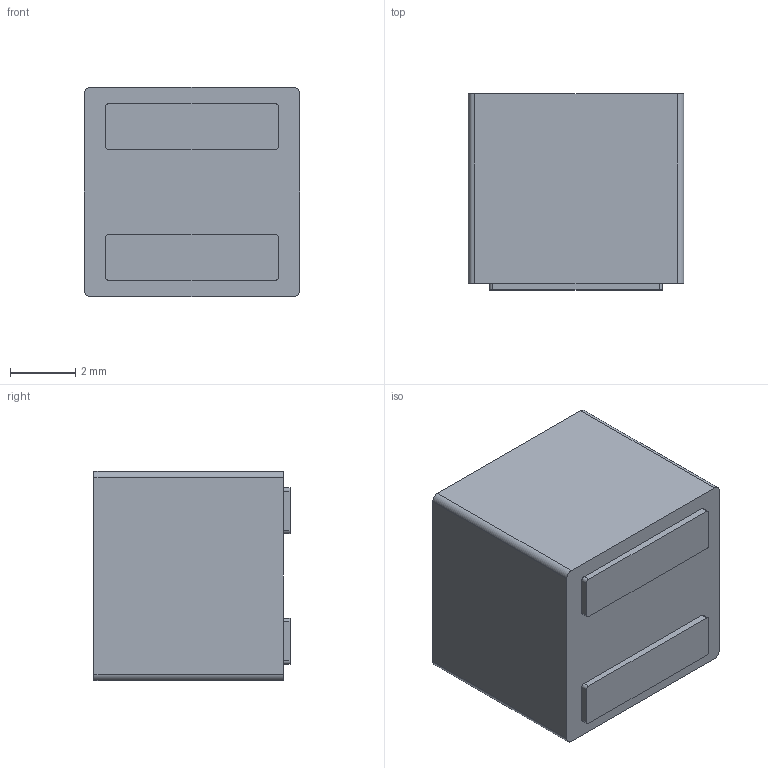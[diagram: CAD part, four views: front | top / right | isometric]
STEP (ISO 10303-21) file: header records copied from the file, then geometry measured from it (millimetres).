
FILE_DESCRIPTION (( 'STEP AP203' ), '1' );
FILE_NAME ('AL6060.STEP', '2018-12-14T11:40:13', ( '' ), ( '' ), 'SwSTEP 2.0', 'SolidWorks 2016', '' );
FILE_SCHEMA (( 'CONFIG_CONTROL_DESIGN' ));
Length unit declared in the file: millimetre
Products named in the file (1): AL6060
Bounding box: 6.6 x 6 x 6.4 mm (x, y, z)
Volume: 247.7 mm3; surface area: 238.8 mm2
Topology: 1 solids, 1 shells, 115 faces, 306 edges, 204 vertices
Faces by surface type: plane 89, bspline 14, cylinder 12
Entity records: 4525 total; most frequent: CARTESIAN_POINT 1648, ORIENTED_EDGE 612, DIRECTION 506, EDGE_CURVE 306, LINE 254, VECTOR 254, VERTEX_POINT 204, AXIS2_PLACEMENT_3D 126
